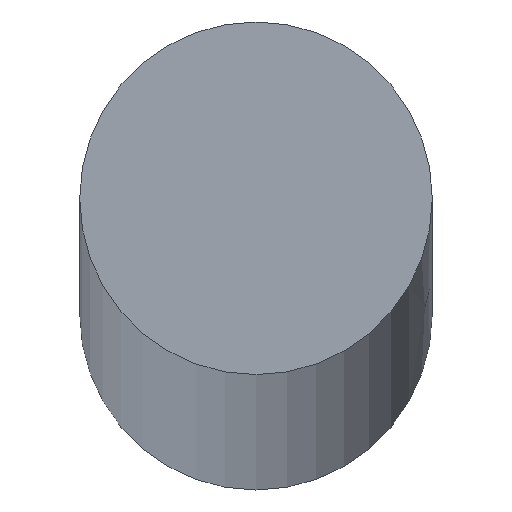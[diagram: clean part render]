
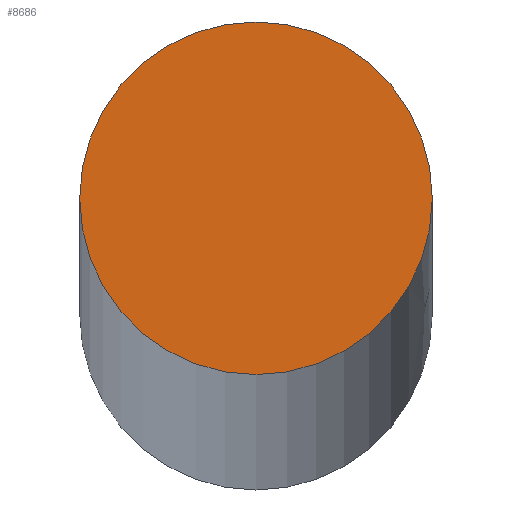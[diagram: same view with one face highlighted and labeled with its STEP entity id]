
A CAD part, top view. The second image highlights one B-rep face of the part: STEP entity #8686.
In plain terms, the highlighted planar face has unit normal (0, 0, 1).
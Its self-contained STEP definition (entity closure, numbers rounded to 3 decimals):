
#427 = AXIS2_PLACEMENT_3D ( 'NONE', #11223, #6397, #6019 ) ;
#448 = EDGE_CURVE ( 'NONE', #10901, #10901, #7061, .T. ) ;
#547 = PLANE ( 'NONE',  #1087 ) ;
#1087 = AXIS2_PLACEMENT_3D ( 'NONE', #6775, #6665, #11555 ) ;
#5087 = ORIENTED_EDGE ( 'NONE', *, *, #448, .T. ) ;
#6019 = DIRECTION ( 'NONE',  ( 1., 0., 0. ) ) ;
#6397 = DIRECTION ( 'NONE',  ( 0., 0., 1. ) ) ;
#6665 = DIRECTION ( 'NONE',  ( 0., 0., 1. ) ) ;
#6679 = CARTESIAN_POINT ( 'NONE',  ( 8., 0., 1500. ) ) ;
#6775 = CARTESIAN_POINT ( 'NONE',  ( 0., 0., 1500. ) ) ;
#7061 = CIRCLE ( 'NONE', #427, 8. ) ;
#8686 = ADVANCED_FACE ( 'NONE', ( #10004 ), #547, .T. ) ;
#10004 = FACE_OUTER_BOUND ( 'NONE', #10812, .T. ) ;
#10812 = EDGE_LOOP ( 'NONE', ( #5087 ) ) ;
#10901 = VERTEX_POINT ( 'NONE', #6679 ) ;
#11223 = CARTESIAN_POINT ( 'NONE',  ( 0., 0., 1500. ) ) ;
#11555 = DIRECTION ( 'NONE',  ( 1., 0., 0. ) ) ;
